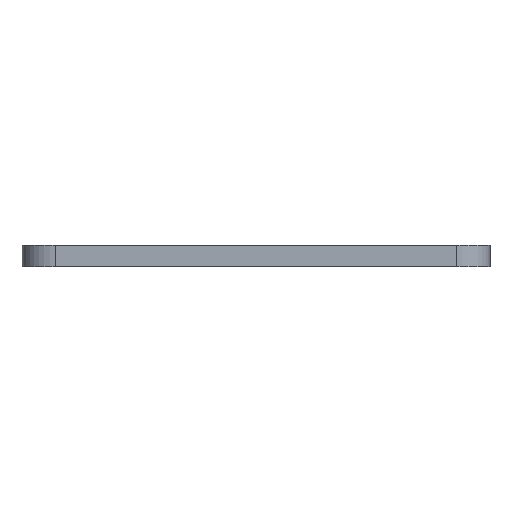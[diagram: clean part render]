
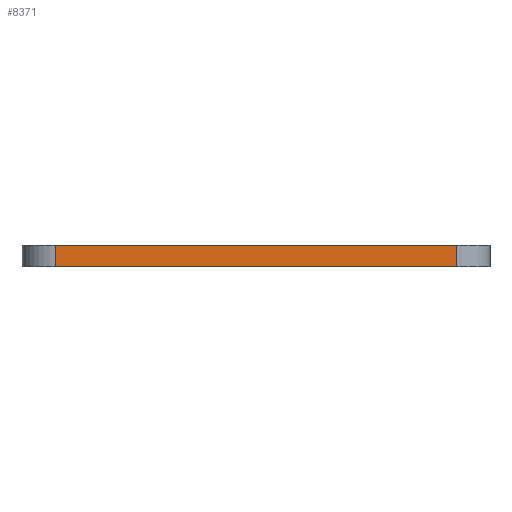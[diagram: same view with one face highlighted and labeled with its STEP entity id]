
A CAD part, left-side view. The second image highlights one B-rep face of the part: STEP entity #8371.
In plain terms, the highlighted planar face has unit normal (-1, 0, 0).
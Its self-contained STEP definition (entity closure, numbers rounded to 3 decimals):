
#83 = PLANE('',#84);
#84 = AXIS2_PLACEMENT_3D('',#85,#86,#87);
#85 = CARTESIAN_POINT('',(148.501,-105.004,1.6));
#86 = DIRECTION('',(-0.,-0.,-1.));
#87 = DIRECTION('',(-1.,0.,0.));
#137 = PLANE('',#138);
#138 = AXIS2_PLACEMENT_3D('',#139,#140,#141);
#139 = CARTESIAN_POINT('',(148.501,-105.004,0.));
#140 = DIRECTION('',(-0.,-0.,-1.));
#141 = DIRECTION('',(-1.,0.,0.));
#350 = VERTEX_POINT('',#351);
#351 = CARTESIAN_POINT('',(128.181,-120.244,0.));
#370 = CYLINDRICAL_SURFACE('',#371,2.54);
#371 = AXIS2_PLACEMENT_3D('',#372,#373,#374);
#372 = CARTESIAN_POINT('',(130.721,-120.244,0.));
#373 = DIRECTION('',(-0.,-0.,-1.));
#374 = DIRECTION('',(1.,0.,-0.));
#382 = EDGE_CURVE('',#350,#383,#385,.T.);
#383 = VERTEX_POINT('',#384);
#384 = CARTESIAN_POINT('',(128.181,-89.764,0.));
#385 = SURFACE_CURVE('',#386,(#390,#397),.PCURVE_S1.);
#386 = LINE('',#387,#388);
#387 = CARTESIAN_POINT('',(128.181,-120.244,0.));
#388 = VECTOR('',#389,1.);
#389 = DIRECTION('',(0.,1.,0.));
#390 = PCURVE('',#137,#391);
#391 = DEFINITIONAL_REPRESENTATION('',(#392),#396);
#392 = LINE('',#393,#394);
#393 = CARTESIAN_POINT('',(20.32,-15.24));
#394 = VECTOR('',#395,1.);
#395 = DIRECTION('',(0.,1.));
#396 = ( GEOMETRIC_REPRESENTATION_CONTEXT(2) 
PARAMETRIC_REPRESENTATION_CONTEXT() REPRESENTATION_CONTEXT('2D SPACE',''
  ) );
#397 = PCURVE('',#398,#403);
#398 = PLANE('',#399);
#399 = AXIS2_PLACEMENT_3D('',#400,#401,#402);
#400 = CARTESIAN_POINT('',(128.181,-120.244,0.));
#401 = DIRECTION('',(-1.,0.,0.));
#402 = DIRECTION('',(0.,1.,0.));
#403 = DEFINITIONAL_REPRESENTATION('',(#404),#408);
#404 = LINE('',#405,#406);
#405 = CARTESIAN_POINT('',(0.,0.));
#406 = VECTOR('',#407,1.);
#407 = DIRECTION('',(1.,0.));
#408 = ( GEOMETRIC_REPRESENTATION_CONTEXT(2) 
PARAMETRIC_REPRESENTATION_CONTEXT() REPRESENTATION_CONTEXT('2D SPACE',''
  ) );
#431 = CYLINDRICAL_SURFACE('',#432,2.54);
#432 = AXIS2_PLACEMENT_3D('',#433,#434,#435);
#433 = CARTESIAN_POINT('',(130.721,-89.764,0.));
#434 = DIRECTION('',(-0.,-0.,-1.));
#435 = DIRECTION('',(1.,0.,-0.));
#4624 = VERTEX_POINT('',#4625);
#4625 = CARTESIAN_POINT('',(128.181,-120.244,1.6));
#4651 = EDGE_CURVE('',#4624,#4652,#4654,.T.);
#4652 = VERTEX_POINT('',#4653);
#4653 = CARTESIAN_POINT('',(128.181,-89.764,1.6));
#4654 = SURFACE_CURVE('',#4655,(#4659,#4666),.PCURVE_S1.);
#4655 = LINE('',#4656,#4657);
#4656 = CARTESIAN_POINT('',(128.181,-120.244,1.6));
#4657 = VECTOR('',#4658,1.);
#4658 = DIRECTION('',(0.,1.,0.));
#4659 = PCURVE('',#83,#4660);
#4660 = DEFINITIONAL_REPRESENTATION('',(#4661),#4665);
#4661 = LINE('',#4662,#4663);
#4662 = CARTESIAN_POINT('',(20.32,-15.24));
#4663 = VECTOR('',#4664,1.);
#4664 = DIRECTION('',(0.,1.));
#4665 = ( GEOMETRIC_REPRESENTATION_CONTEXT(2) 
PARAMETRIC_REPRESENTATION_CONTEXT() REPRESENTATION_CONTEXT('2D SPACE',''
  ) );
#4666 = PCURVE('',#398,#4667);
#4667 = DEFINITIONAL_REPRESENTATION('',(#4668),#4672);
#4668 = LINE('',#4669,#4670);
#4669 = CARTESIAN_POINT('',(0.,-1.6));
#4670 = VECTOR('',#4671,1.);
#4671 = DIRECTION('',(1.,0.));
#4672 = ( GEOMETRIC_REPRESENTATION_CONTEXT(2) 
PARAMETRIC_REPRESENTATION_CONTEXT() REPRESENTATION_CONTEXT('2D SPACE',''
  ) );
#8323 = EDGE_CURVE('',#383,#4652,#8324,.T.);
#8324 = SURFACE_CURVE('',#8325,(#8329,#8336),.PCURVE_S1.);
#8325 = LINE('',#8326,#8327);
#8326 = CARTESIAN_POINT('',(128.181,-89.764,0.));
#8327 = VECTOR('',#8328,1.);
#8328 = DIRECTION('',(0.,0.,1.));
#8329 = PCURVE('',#431,#8330);
#8330 = DEFINITIONAL_REPRESENTATION('',(#8331),#8335);
#8331 = LINE('',#8332,#8333);
#8332 = CARTESIAN_POINT('',(-3.141,0.));
#8333 = VECTOR('',#8334,1.);
#8334 = DIRECTION('',(-0.,-1.));
#8335 = ( GEOMETRIC_REPRESENTATION_CONTEXT(2) 
PARAMETRIC_REPRESENTATION_CONTEXT() REPRESENTATION_CONTEXT('2D SPACE',''
  ) );
#8336 = PCURVE('',#398,#8337);
#8337 = DEFINITIONAL_REPRESENTATION('',(#8338),#8342);
#8338 = LINE('',#8339,#8340);
#8339 = CARTESIAN_POINT('',(30.48,0.));
#8340 = VECTOR('',#8341,1.);
#8341 = DIRECTION('',(0.,-1.));
#8342 = ( GEOMETRIC_REPRESENTATION_CONTEXT(2) 
PARAMETRIC_REPRESENTATION_CONTEXT() REPRESENTATION_CONTEXT('2D SPACE',''
  ) );
#8348 = EDGE_CURVE('',#350,#4624,#8349,.T.);
#8349 = SURFACE_CURVE('',#8350,(#8354,#8361),.PCURVE_S1.);
#8350 = LINE('',#8351,#8352);
#8351 = CARTESIAN_POINT('',(128.181,-120.244,0.));
#8352 = VECTOR('',#8353,1.);
#8353 = DIRECTION('',(0.,0.,1.));
#8354 = PCURVE('',#370,#8355);
#8355 = DEFINITIONAL_REPRESENTATION('',(#8356),#8360);
#8356 = LINE('',#8357,#8358);
#8357 = CARTESIAN_POINT('',(-3.141,0.));
#8358 = VECTOR('',#8359,1.);
#8359 = DIRECTION('',(-0.,-1.));
#8360 = ( GEOMETRIC_REPRESENTATION_CONTEXT(2) 
PARAMETRIC_REPRESENTATION_CONTEXT() REPRESENTATION_CONTEXT('2D SPACE',''
  ) );
#8361 = PCURVE('',#398,#8362);
#8362 = DEFINITIONAL_REPRESENTATION('',(#8363),#8367);
#8363 = LINE('',#8364,#8365);
#8364 = CARTESIAN_POINT('',(0.,0.));
#8365 = VECTOR('',#8366,1.);
#8366 = DIRECTION('',(0.,-1.));
#8367 = ( GEOMETRIC_REPRESENTATION_CONTEXT(2) 
PARAMETRIC_REPRESENTATION_CONTEXT() REPRESENTATION_CONTEXT('2D SPACE',''
  ) );
#8371 = ADVANCED_FACE('',(#8372),#398,.T.);
#8372 = FACE_BOUND('',#8373,.T.);
#8373 = EDGE_LOOP('',(#8374,#8375,#8376,#8377));
#8374 = ORIENTED_EDGE('',*,*,#8348,.T.);
#8375 = ORIENTED_EDGE('',*,*,#4651,.T.);
#8376 = ORIENTED_EDGE('',*,*,#8323,.F.);
#8377 = ORIENTED_EDGE('',*,*,#382,.F.);
